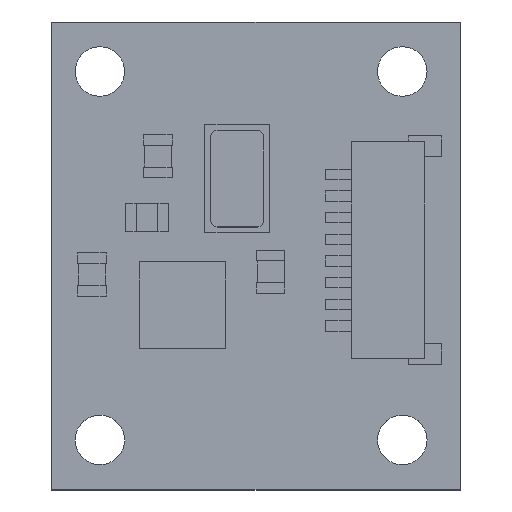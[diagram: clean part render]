
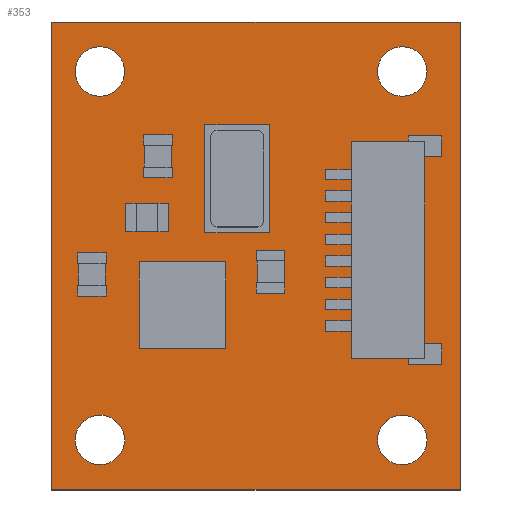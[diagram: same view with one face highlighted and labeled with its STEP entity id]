
A CAD part, top view. The second image highlights one B-rep face of the part: STEP entity #353.
In plain terms, the highlighted planar face has unit normal (0, 0, 1).
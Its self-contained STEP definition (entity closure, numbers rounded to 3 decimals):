
#80 = VERTEX_POINT('',#81);
#81 = CARTESIAN_POINT('',(88.722,65.761,0.411));
#87 = EDGE_CURVE('',#80,#88,#90,.T.);
#88 = VERTEX_POINT('',#89);
#89 = CARTESIAN_POINT('',(88.722,87.376,0.411));
#90 = LINE('',#91,#92);
#91 = CARTESIAN_POINT('',(88.722,65.761,0.411));
#92 = VECTOR('',#93,1.);
#93 = DIRECTION('',(0.,1.,0.));
#118 = EDGE_CURVE('',#88,#119,#121,.T.);
#119 = VERTEX_POINT('',#120);
#120 = CARTESIAN_POINT('',(107.569,87.376,0.411));
#121 = LINE('',#122,#123);
#122 = CARTESIAN_POINT('',(88.722,87.376,0.411));
#123 = VECTOR('',#124,1.);
#124 = DIRECTION('',(1.,0.,0.));
#149 = EDGE_CURVE('',#119,#150,#152,.T.);
#150 = VERTEX_POINT('',#151);
#151 = CARTESIAN_POINT('',(107.569,65.761,0.411));
#152 = LINE('',#153,#154);
#153 = CARTESIAN_POINT('',(107.569,87.376,0.411));
#154 = VECTOR('',#155,1.);
#155 = DIRECTION('',(0.,-1.,0.));
#180 = EDGE_CURVE('',#150,#80,#181,.T.);
#181 = LINE('',#182,#183);
#182 = CARTESIAN_POINT('',(107.569,65.761,0.411));
#183 = VECTOR('',#184,1.);
#184 = DIRECTION('',(-1.,0.,0.));
#204 = VERTEX_POINT('',#205);
#205 = CARTESIAN_POINT('',(92.075,68.072,0.411));
#211 = EDGE_CURVE('',#204,#204,#212,.T.);
#212 = CIRCLE('',#213,1.143);
#213 = AXIS2_PLACEMENT_3D('',#214,#215,#216);
#214 = CARTESIAN_POINT('',(90.932,68.072,0.411));
#215 = DIRECTION('',(0.,0.,1.));
#216 = DIRECTION('',(1.,0.,0.));
#237 = VERTEX_POINT('',#238);
#238 = CARTESIAN_POINT('',(92.075,85.09,0.411));
#244 = EDGE_CURVE('',#237,#237,#245,.T.);
#245 = CIRCLE('',#246,1.143);
#246 = AXIS2_PLACEMENT_3D('',#247,#248,#249);
#247 = CARTESIAN_POINT('',(90.932,85.09,0.411));
#248 = DIRECTION('',(0.,0.,1.));
#249 = DIRECTION('',(1.,0.,0.));
#270 = VERTEX_POINT('',#271);
#271 = CARTESIAN_POINT('',(106.045,68.072,0.411));
#277 = EDGE_CURVE('',#270,#270,#278,.T.);
#278 = CIRCLE('',#279,1.143);
#279 = AXIS2_PLACEMENT_3D('',#280,#281,#282);
#280 = CARTESIAN_POINT('',(104.902,68.072,0.411));
#281 = DIRECTION('',(0.,0.,1.));
#282 = DIRECTION('',(1.,0.,0.));
#303 = VERTEX_POINT('',#304);
#304 = CARTESIAN_POINT('',(106.045,85.09,0.411));
#310 = EDGE_CURVE('',#303,#303,#311,.T.);
#311 = CIRCLE('',#312,1.143);
#312 = AXIS2_PLACEMENT_3D('',#313,#314,#315);
#313 = CARTESIAN_POINT('',(104.902,85.09,0.411));
#314 = DIRECTION('',(0.,0.,1.));
#315 = DIRECTION('',(1.,0.,0.));
#353 = ADVANCED_FACE('',(#354,#360,#363,#366,#369),#372,.T.);
#354 = FACE_BOUND('',#355,.F.);
#355 = EDGE_LOOP('',(#356,#357,#358,#359));
#356 = ORIENTED_EDGE('',*,*,#87,.T.);
#357 = ORIENTED_EDGE('',*,*,#118,.T.);
#358 = ORIENTED_EDGE('',*,*,#149,.T.);
#359 = ORIENTED_EDGE('',*,*,#180,.T.);
#360 = FACE_BOUND('',#361,.T.);
#361 = EDGE_LOOP('',(#362));
#362 = ORIENTED_EDGE('',*,*,#211,.F.);
#363 = FACE_BOUND('',#364,.T.);
#364 = EDGE_LOOP('',(#365));
#365 = ORIENTED_EDGE('',*,*,#244,.F.);
#366 = FACE_BOUND('',#367,.T.);
#367 = EDGE_LOOP('',(#368));
#368 = ORIENTED_EDGE('',*,*,#277,.F.);
#369 = FACE_BOUND('',#370,.T.);
#370 = EDGE_LOOP('',(#371));
#371 = ORIENTED_EDGE('',*,*,#310,.F.);
#372 = PLANE('',#373);
#373 = AXIS2_PLACEMENT_3D('',#374,#375,#376);
#374 = CARTESIAN_POINT('',(88.722,65.761,0.411));
#375 = DIRECTION('',(0.,0.,1.));
#376 = DIRECTION('',(1.,0.,0.));
